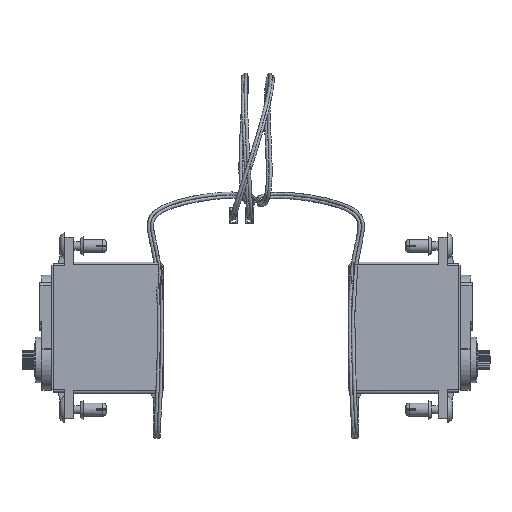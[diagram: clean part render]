
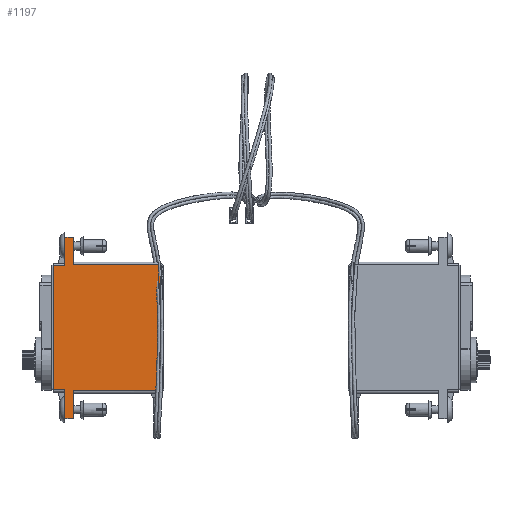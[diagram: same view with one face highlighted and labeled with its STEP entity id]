
A CAD part, top view. The second image highlights one B-rep face of the part: STEP entity #1197.
In plain terms, the highlighted planar face has unit normal (0, 0, 1).
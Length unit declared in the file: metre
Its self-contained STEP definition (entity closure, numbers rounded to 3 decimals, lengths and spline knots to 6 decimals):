
#1197 = ADVANCED_FACE( 'NONE', ( #2397 ), #2398, .F. );
#2397 = FACE_OUTER_BOUND( '', #6641, .T. );
#2398 = PLANE( '', #6642 );
#6641 = EDGE_LOOP( '', ( #9563, #9564, #9565, #9566, #9567, #9568, #9569, #9570, #9571, #9572, #9573, #9574, #9575, #9576, #9577, #9578, #9579, #9580, #9581, #9582 ) );
#6642 = AXIS2_PLACEMENT_3D( '', #9583, #9584, #9585 );
#9563 = ORIENTED_EDGE( '', *, *, #11936, .F. );
#9564 = ORIENTED_EDGE( '', *, *, #11937, .F. );
#9565 = ORIENTED_EDGE( '', *, *, #11938, .T. );
#9566 = ORIENTED_EDGE( '', *, *, #11654, .T. );
#9567 = ORIENTED_EDGE( '', *, *, #11387, .T. );
#9568 = ORIENTED_EDGE( '', *, *, #11449, .T. );
#9569 = ORIENTED_EDGE( '', *, *, #10840, .F. );
#9570 = ORIENTED_EDGE( '', *, *, #11215, .T. );
#9571 = ORIENTED_EDGE( '', *, *, #11725, .T. );
#9572 = ORIENTED_EDGE( '', *, *, #11603, .F. );
#9573 = ORIENTED_EDGE( '', *, *, #11528, .F. );
#9574 = ORIENTED_EDGE( '', *, *, #11411, .T. );
#9575 = ORIENTED_EDGE( '', *, *, #11065, .T. );
#9576 = ORIENTED_EDGE( '', *, *, #10710, .F. );
#9577 = ORIENTED_EDGE( '', *, *, #11939, .T. );
#9578 = ORIENTED_EDGE( '', *, *, #11394, .T. );
#9579 = ORIENTED_EDGE( '', *, *, #11846, .F. );
#9580 = ORIENTED_EDGE( '', *, *, #11311, .T. );
#9581 = ORIENTED_EDGE( '', *, *, #11940, .F. );
#9582 = ORIENTED_EDGE( '', *, *, #11558, .T. );
#9583 = CARTESIAN_POINT( '', ( -0.020104, 0.027737, 0. ) );
#9584 = DIRECTION( '', ( 0., 0., -1. ) );
#9585 = DIRECTION( '', ( 0., -1., 0. ) );
#10710 = EDGE_CURVE( '', #12184, #12185, #12186, .T. );
#10840 = EDGE_CURVE( 'NONE', #12423, #12425, #12426, .T. );
#11065 = EDGE_CURVE( 'NONE', #12810, #12185, #12811, .T. );
#11215 = EDGE_CURVE( 'NONE', #12423, #13054, #13056, .T. );
#11311 = EDGE_CURVE( 'NONE', #13212, #13210, #13213, .T. );
#11387 = EDGE_CURVE( '', #13327, #13329, #13331, .T. );
#11394 = EDGE_CURVE( '', #13337, #13339, #13341, .T. );
#11411 = EDGE_CURVE( 'NONE', #13366, #12810, #13367, .T. );
#11449 = EDGE_CURVE( 'NONE', #13329, #12425, #13422, .T. );
#11528 = EDGE_CURVE( 'NONE', #13366, #13546, #13549, .T. );
#11558 = EDGE_CURVE( 'NONE', #13590, #13591, #13592, .T. );
#11603 = EDGE_CURVE( 'NONE', #13546, #13661, #13662, .T. );
#11654 = EDGE_CURVE( '', #13734, #13327, #13735, .T. );
#11725 = EDGE_CURVE( 'NONE', #13054, #13661, #13837, .T. );
#11846 = EDGE_CURVE( 'NONE', #13212, #13339, #13992, .T. );
#11936 = EDGE_CURVE( 'NONE', #14100, #13591, #14101, .T. );
#11937 = EDGE_CURVE( '', #14102, #14100, #14103, .T. );
#11938 = EDGE_CURVE( '', #14102, #13734, #14104, .T. );
#11939 = EDGE_CURVE( '', #12184, #13337, #14105, .T. );
#11940 = EDGE_CURVE( 'NONE', #13590, #13210, #14106, .T. );
#12184 = VERTEX_POINT( '', #14380 );
#12185 = VERTEX_POINT( '', #14381 );
#12186 = LINE( '', #14382, #14383 );
#12423 = VERTEX_POINT( 'NONE', #14722 );
#12425 = VERTEX_POINT( 'NONE', #14725 );
#12426 = LINE( '', #14726, #14727 );
#12810 = VERTEX_POINT( 'NONE', #15455 );
#12811 = LINE( '', #15456, #15457 );
#13054 = VERTEX_POINT( 'NONE', #16061 );
#13056 = LINE( '', #16064, #16065 );
#13210 = VERTEX_POINT( 'NONE', #16382 );
#13212 = VERTEX_POINT( 'NONE', #16384 );
#13213 = LINE( '', #16385, #16386 );
#13327 = VERTEX_POINT( '', #16538 );
#13329 = VERTEX_POINT( 'NONE', #16541 );
#13331 = LINE( '', #16543, #16544 );
#13337 = VERTEX_POINT( '', #16552 );
#13339 = VERTEX_POINT( '', #16555 );
#13341 = LINE( '', #16558, #16559 );
#13366 = VERTEX_POINT( 'NONE', #16627 );
#13367 = LINE( '', #16628, #16629 );
#13422 = LINE( '', #16721, #16722 );
#13546 = VERTEX_POINT( 'NONE', #16956 );
#13549 = LINE( '', #16961, #16962 );
#13590 = VERTEX_POINT( 'NONE', #17029 );
#13591 = VERTEX_POINT( 'NONE', #17030 );
#13592 = LINE( '', #17031, #17032 );
#13661 = VERTEX_POINT( 'NONE', #17160 );
#13662 = LINE( '', #17161, #17162 );
#13734 = VERTEX_POINT( '', #17283 );
#13735 = LINE( '', #17284, #17285 );
#13837 = LINE( '', #17481, #17482 );
#13992 = LINE( '', #17703, #17704 );
#14100 = VERTEX_POINT( '', #17929 );
#14101 = LINE( '', #17930, #17931 );
#14102 = VERTEX_POINT( '', #17932 );
#14103 = LINE( '', #17933, #17934 );
#14104 = LINE( '', #17935, #17936 );
#14105 = LINE( '', #17937, #17938 );
#14106 = LINE( '', #17939, #17940 );
#14380 = CARTESIAN_POINT( '', ( 0.019736, 0.027722, 0. ) );
#14381 = CARTESIAN_POINT( '', ( 0.019736, 0.027737, 0. ) );
#14382 = CARTESIAN_POINT( '', ( 0.019736, 0.027722, 0. ) );
#14383 = VECTOR( '', #18279, 1. );
#14722 = CARTESIAN_POINT( '', ( -0.015786, 0.001524, 0. ) );
#14725 = CARTESIAN_POINT( '', ( -0.019342, 0.001524, 0. ) );
#14726 = CARTESIAN_POINT( '', ( 0., 0.001524, 0. ) );
#14727 = VECTOR( '', #18431, 1. );
#15455 = CARTESIAN_POINT( '', ( 0.019342, 0.027737, 0. ) );
#15456 = CARTESIAN_POINT( '', ( -0.026518, 0.027737, 0. ) );
#15457 = VECTOR( '', #18717, 1. );
#16061 = CARTESIAN_POINT( '', ( -0.015786, 0.001016, 0. ) );
#16064 = CARTESIAN_POINT( '', ( -0.015786, 0.001524, 0. ) );
#16065 = VECTOR( '', #18821, 1. );
#16382 = CARTESIAN_POINT( '', ( 0.018974, 0.033833, 0. ) );
#16384 = CARTESIAN_POINT( '', ( 0.018974, 0.030302, 0. ) );
#16385 = CARTESIAN_POINT( '', ( 0.018974, 0.027737, 0. ) );
#16386 = VECTOR( '', #18910, 1. );
#16538 = CARTESIAN_POINT( '', ( -0.019736, 0.027737, 0. ) );
#16541 = CARTESIAN_POINT( '', ( -0.019342, 0.027737, 0. ) );
#16543 = CARTESIAN_POINT( '', ( -0.026518, 0.027737, 0. ) );
#16544 = VECTOR( '', #19015, 1. );
#16552 = CARTESIAN_POINT( '', ( 0.027736, 0.027722, 0. ) );
#16555 = CARTESIAN_POINT( '', ( 0.027736, 0.030302, 0. ) );
#16558 = CARTESIAN_POINT( '', ( 0.027736, 0.027722, 0. ) );
#16559 = VECTOR( '', #19020, 1. );
#16627 = CARTESIAN_POINT( '', ( 0.019342, 0.001524, 0. ) );
#16628 = CARTESIAN_POINT( '', ( 0.019342, 0.027737, 0. ) );
#16629 = VECTOR( '', #19035, 1. );
#16721 = CARTESIAN_POINT( '', ( -0.019342, 0.027737, 0. ) );
#16722 = VECTOR( '', #19081, 1. );
#16956 = CARTESIAN_POINT( '', ( 0.015786, 0.001524, 0. ) );
#16961 = CARTESIAN_POINT( '', ( 0., 0.001524, 0. ) );
#16962 = VECTOR( '', #19188, 1. );
#17029 = CARTESIAN_POINT( '', ( -0.018974, 0.033833, 0. ) );
#17030 = CARTESIAN_POINT( '', ( -0.018974, 0.030302, 0. ) );
#17031 = CARTESIAN_POINT( '', ( -0.018974, 0.027737, 0. ) );
#17032 = VECTOR( '', #19212, 1. );
#17160 = CARTESIAN_POINT( '', ( 0.015786, 0.001016, 0. ) );
#17161 = CARTESIAN_POINT( '', ( 0.015786, 0.001524, 0. ) );
#17162 = VECTOR( '', #19254, 1. );
#17283 = CARTESIAN_POINT( '', ( -0.019736, 0.027722, 0. ) );
#17284 = CARTESIAN_POINT( '', ( -0.019736, 0.027722, 0. ) );
#17285 = VECTOR( '', #19316, 1. );
#17481 = CARTESIAN_POINT( '', ( 0.015786, 0.001016, 0. ) );
#17482 = VECTOR( '', #19380, 1. );
#17703 = CARTESIAN_POINT( '', ( -0.026518, 0.030302, 0. ) );
#17704 = VECTOR( '', #19513, 1. );
#17929 = CARTESIAN_POINT( '', ( -0.027736, 0.030302, 0. ) );
#17930 = CARTESIAN_POINT( '', ( -0.026518, 0.030302, 0. ) );
#17931 = VECTOR( '', #19572, 1. );
#17932 = CARTESIAN_POINT( '', ( -0.027736, 0.027722, 0. ) );
#17933 = CARTESIAN_POINT( '', ( -0.027736, 0.027722, 0. ) );
#17934 = VECTOR( '', #19573, 1. );
#17935 = CARTESIAN_POINT( '', ( -0.022492, 0.027722, 0. ) );
#17936 = VECTOR( '', #19574, 1. );
#17937 = CARTESIAN_POINT( '', ( 0.026492, 0.027722, 0. ) );
#17938 = VECTOR( '', #19575, 1. );
#17939 = CARTESIAN_POINT( '', ( -0.018974, 0.033833, 0. ) );
#17940 = VECTOR( '', #19576, 1. );
#18279 = DIRECTION( '', ( 0., 1., 0. ) );
#18431 = DIRECTION( '', ( -1., 0., 0. ) );
#18717 = DIRECTION( '', ( 1., 0., 0. ) );
#18821 = DIRECTION( '', ( 0., -1., 0. ) );
#18910 = DIRECTION( '', ( 0., 1., 0. ) );
#19015 = DIRECTION( '', ( 1., 0., 0. ) );
#19020 = DIRECTION( '', ( 0., 1., 0. ) );
#19035 = DIRECTION( '', ( 0., 1., 0. ) );
#19081 = DIRECTION( '', ( 0., -1., 0. ) );
#19188 = DIRECTION( '', ( -1., 0., 0. ) );
#19212 = DIRECTION( '', ( 0., -1., 0. ) );
#19254 = DIRECTION( '', ( 0., -1., 0. ) );
#19316 = DIRECTION( '', ( 0., 1., 0. ) );
#19380 = DIRECTION( '', ( 1., 0., 0. ) );
#19513 = DIRECTION( '', ( 1., 0., 0. ) );
#19572 = DIRECTION( '', ( 1., 0., 0. ) );
#19573 = DIRECTION( '', ( 0., 1., 0. ) );
#19574 = DIRECTION( '', ( 1., 0., 0. ) );
#19575 = DIRECTION( '', ( 1., 0., 0. ) );
#19576 = DIRECTION( '', ( 1., 0., 0. ) );
